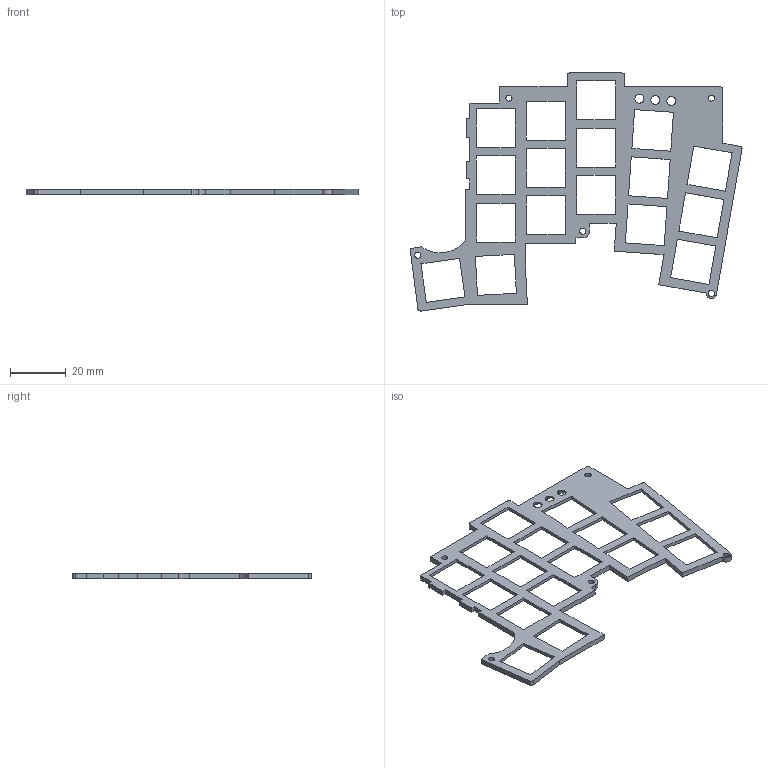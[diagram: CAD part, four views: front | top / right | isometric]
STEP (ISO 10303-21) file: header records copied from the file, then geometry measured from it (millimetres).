
FILE_DESCRIPTION(/* description */ (''),/* implementation_level */ '2;1');
FILE_NAME(/* name */ 'V2 plate.step',/* time_stamp */ '2026-02-16T22:16:08+09:00',/* author */ (''),/* organization */ (''),/* preprocessor_version */ 'ST-DEVELOPER v20.1',/* originating_system */ 'Autodesk Translation Framework v14.24.0.0',/* authorisation */ '');
FILE_SCHEMA (('AUTOMOTIVE_DESIGN { 1 0 10303 214 3 1 1 }'));
Length unit declared in the file: millimetre
Products named in the file (1): R_PLATE
Bounding box: 119.28 x 85.53 x 1.95 mm (x, y, z)
Volume: 5326.2 mm3; surface area: 9359 mm2
Topology: 1 solids, 1 shells, 218 faces, 591 edges, 394 vertices
Faces by surface type: plane 200, cylinder 18
Full cylindrical faces by diameter (mm): 2.2 x4, 3.2 x3
Entity records: 6891 total; most frequent: CARTESIAN_POINT 1204, ORIENTED_EDGE 1182, DIRECTION 1065, EDGE_CURVE 591, LINE 555, VECTOR 555, VERTEX_POINT 394, EDGE_LOOP 287
